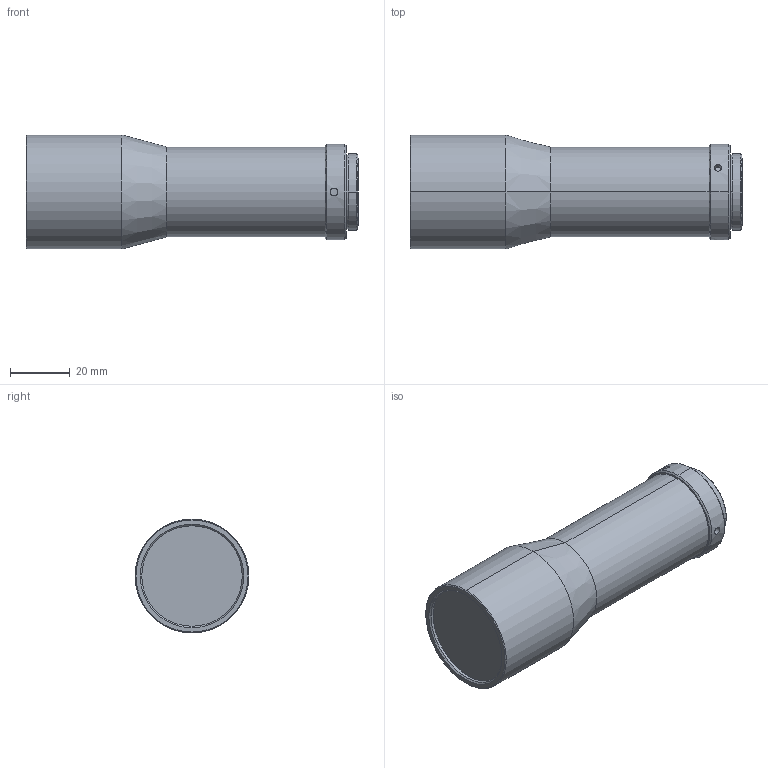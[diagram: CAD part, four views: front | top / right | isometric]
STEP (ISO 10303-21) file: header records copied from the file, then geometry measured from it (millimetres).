
FILE_DESCRIPTION (( 'STEP AP203' ), '1' );
FILE_NAME ('DTCA230-22L.STEP', '2019-11-13T07:25:05', ( 'Windows 蚚誧' ), ( '' ), 'SwSTEP 2.0', 'SolidWorks 2017', '' );
FILE_SCHEMA (( 'CONFIG_CONTROL_DESIGN' ));
Length unit declared in the file: millimetre
Products named in the file (1): DTCA230-22L
Bounding box: 110.68 x 38 x 38 mm (x, y, z)
Volume: 93131.2 mm3; surface area: 13851.6 mm2
Topology: 1 solids, 1 shells, 51 faces, 106 edges, 65 vertices
Faces by surface type: cylinder 27, cone 16, plane 8
Entity records: 1603 total; most frequent: CARTESIAN_POINT 425, DIRECTION 248, ORIENTED_EDGE 208, EDGE_CURVE 104, AXIS2_PLACEMENT_3D 104, VERTEX_POINT 65, EDGE_LOOP 61, CIRCLE 52
